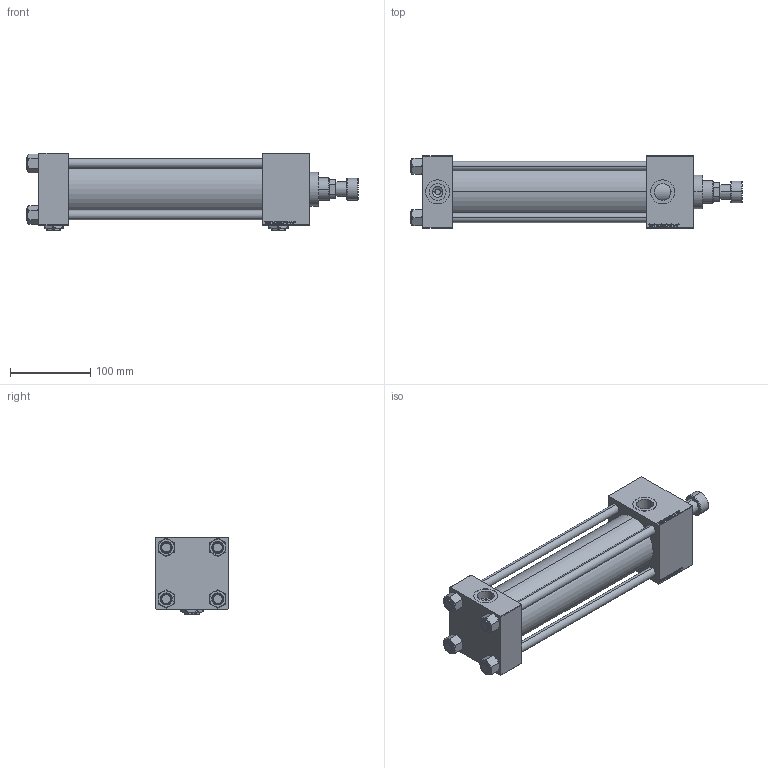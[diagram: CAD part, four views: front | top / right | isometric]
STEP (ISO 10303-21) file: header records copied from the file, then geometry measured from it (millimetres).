
FILE_DESCRIPTION (( 'STEP AP203' ), '1' );
FILE_NAME ('24fb.STEP', '2023-08-23T01:17:01', ( '' ), ( '' ), 'SwSTEP 2.0', 'SolidWorks 2019', '' );
FILE_SCHEMA (( 'CONFIG_CONTROL_DESIGN' ));
Length unit declared in the file: millimetre
Products named in the file (8): V215CR_VCP_C 74b9b5ab5dcc5dfe9b6da3dc9a54849f; V215CR_ROD_END_F 74b9b5ab5dcc5dfe9b6da3dc9a54849f; 24fb; NUT_M5_C 74b9b5ab5dcc5dfe9b6da3dc9a54849f; Zatka_pro_OIL_PORT 74b9b5ab5dcc5dfe9b6da3dc9a54849f; V215CR_C_TYCINKA 74b9b5ab5dcc5dfe9b6da3dc9a54849f; V215CR_C_Body 74b9b5ab5dcc5dfe9b6da3dc9a54849f; V215_VC_A 74b9b5ab5dcc5dfe9b6da3dc9a54849f
Assembly tree (14 placements, depth 2):
  24fb
    V215CR_C_Body 74b9b5ab5dcc5dfe9b6da3dc9a54849f
    V215CR_VCP_C 74b9b5ab5dcc5dfe9b6da3dc9a54849f
    NUT_M5_C 74b9b5ab5dcc5dfe9b6da3dc9a54849f  x4
    V215CR_C_TYCINKA 74b9b5ab5dcc5dfe9b6da3dc9a54849f  x4
    V215_VC_A 74b9b5ab5dcc5dfe9b6da3dc9a54849f
    V215CR_ROD_END_F 74b9b5ab5dcc5dfe9b6da3dc9a54849f
    Zatka_pro_OIL_PORT 74b9b5ab5dcc5dfe9b6da3dc9a54849f  x2
Bounding box: 414 x 90 x 97 mm (x, y, z)
Volume: 1261393.1 mm3; surface area: 306753.5 mm2
Topology: 14 solids, 14 shells, 1264 faces, 3136 edges, 2023 vertices
Faces by surface type: plane 578, bspline 392, cone 180, cylinder 102, torus 12
Entity records: 52767 total; most frequent: CARTESIAN_POINT 27828, ORIENTED_EDGE 5572, DIRECTION 3630, EDGE_CURVE 2786, VERTEX_POINT 1821, VECTOR 1646, LINE 1646, EDGE_LOOP 1239
